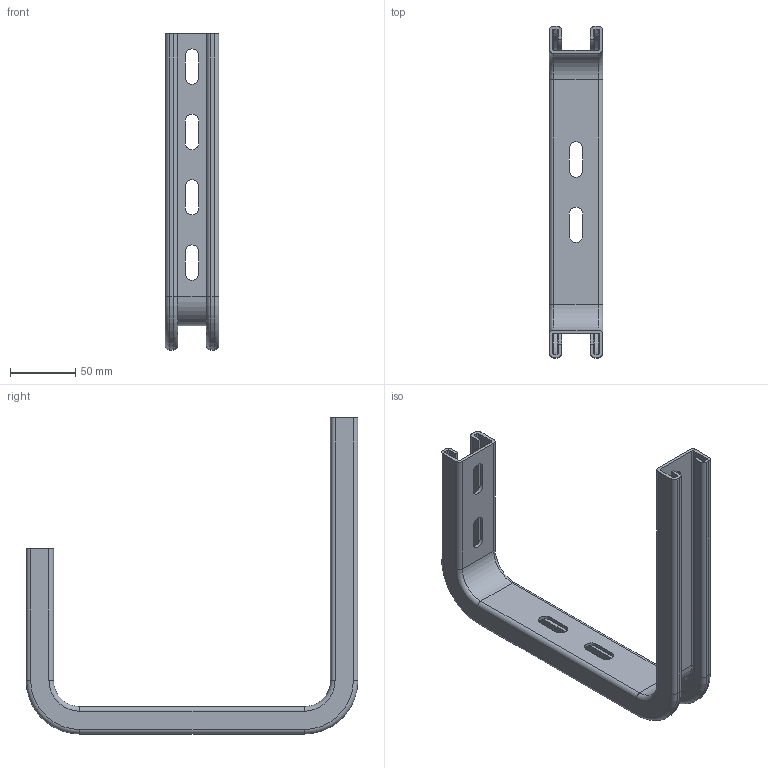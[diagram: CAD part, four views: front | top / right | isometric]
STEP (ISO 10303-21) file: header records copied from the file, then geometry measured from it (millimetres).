
FILE_DESCRIPTION (( 'STEP AP203' ), '1' );
FILE_NAME ('Êîíñîëü ïîòîëî÷íàÿ BBA-30_BBA3020.STEP', '2012-11-19T06:36:30', ( 'Àñååâ' ), ( '' ), 'SwSTEP 2.0', 'SolidWorks 2012', '' );
FILE_SCHEMA (( 'CONFIG_CONTROL_DESIGN' ));
Length unit declared in the file: millimetre
Products named in the file (1): Êîíñîëü ïîòîëî÷íàÿ BBA-30_BBA3020
Bounding box: 41 x 254 x 242 mm (x, y, z)
Volume: 137727.9 mm3; surface area: 114878.1 mm2
Topology: 1 solids, 1 shells, 142 faces, 372 edges, 232 vertices
Faces by surface type: cylinder 68, plane 50, torus 24
Entity records: 4481 total; most frequent: DIRECTION 818, CARTESIAN_POINT 747, ORIENTED_EDGE 744, EDGE_CURVE 372, AXIS2_PLACEMENT_3D 303, VERTEX_POINT 232, LINE 212, VECTOR 212
